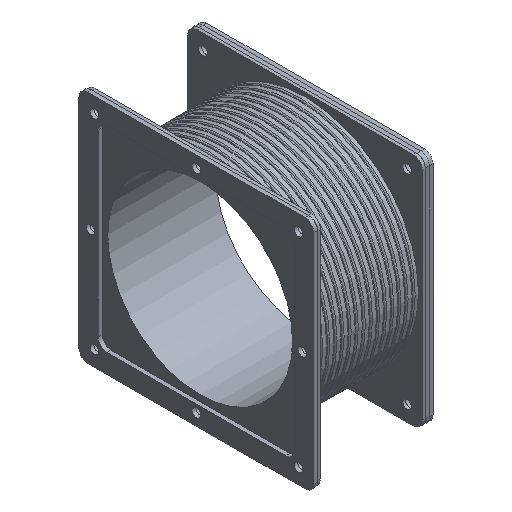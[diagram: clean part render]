
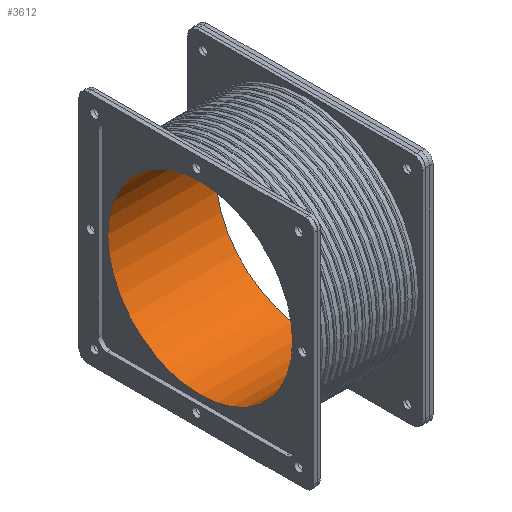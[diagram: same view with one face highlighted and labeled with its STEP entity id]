
A CAD part, isometric view. The second image highlights one B-rep face of the part: STEP entity #3612.
In plain terms, the highlighted cylindrical face has radius 76.2 mm (diameter 152.4 mm), a full revolution.
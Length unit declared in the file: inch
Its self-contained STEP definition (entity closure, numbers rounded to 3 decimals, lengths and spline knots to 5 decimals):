
#180 = CIRCLE ( 'NONE', #3001, 3. ) ;
#233 = AXIS2_PLACEMENT_3D ( 'NONE', #4265, #3123, #5007 ) ;
#886 = CARTESIAN_POINT ( 'NONE',  ( -1.75, 0., 0. ) ) ;
#992 = EDGE_LOOP ( 'NONE', ( #3686 ) ) ;
#1044 = CARTESIAN_POINT ( 'NONE',  ( 1.75, 0., 3. ) ) ;
#1125 = CYLINDRICAL_SURFACE ( 'NONE', #233, 3. ) ;
#1280 = AXIS2_PLACEMENT_3D ( 'NONE', #1633, #3549, #2769 ) ;
#1503 = EDGE_CURVE ( 'NONE', #3171, #3171, #180, .T. ) ;
#1558 = FACE_OUTER_BOUND ( 'NONE', #3557, .T. ) ;
#1633 = CARTESIAN_POINT ( 'NONE',  ( 1.75, 0., 0. ) ) ;
#2029 = DIRECTION ( 'NONE',  ( 0., 0., 1. ) ) ;
#2511 = VERTEX_POINT ( 'NONE', #1044 ) ;
#2769 = DIRECTION ( 'NONE',  ( 0., 0., 1. ) ) ;
#2773 = EDGE_CURVE ( 'NONE', #2511, #2511, #4999, .T. ) ;
#2849 = CARTESIAN_POINT ( 'NONE',  ( -1.75, 0., 3. ) ) ;
#3001 = AXIS2_PLACEMENT_3D ( 'NONE', #886, #3514, #2029 ) ;
#3111 = ORIENTED_EDGE ( 'NONE', *, *, #2773, .F. ) ;
#3123 = DIRECTION ( 'NONE',  ( -1., 0., 0. ) ) ;
#3171 = VERTEX_POINT ( 'NONE', #2849 ) ;
#3514 = DIRECTION ( 'NONE',  ( 1., 0., 0. ) ) ;
#3549 = DIRECTION ( 'NONE',  ( -1., 0., 0. ) ) ;
#3557 = EDGE_LOOP ( 'NONE', ( #3111 ) ) ;
#3612 = ADVANCED_FACE ( 'NONE', ( #4597, #1558 ), #1125, .F. ) ;
#3686 = ORIENTED_EDGE ( 'NONE', *, *, #1503, .F. ) ;
#4265 = CARTESIAN_POINT ( 'NONE',  ( 1.75, 0., 0. ) ) ;
#4597 = FACE_OUTER_BOUND ( 'NONE', #992, .T. ) ;
#4999 = CIRCLE ( 'NONE', #1280, 3. ) ;
#5007 = DIRECTION ( 'NONE',  ( 0., 0., 1. ) ) ;
